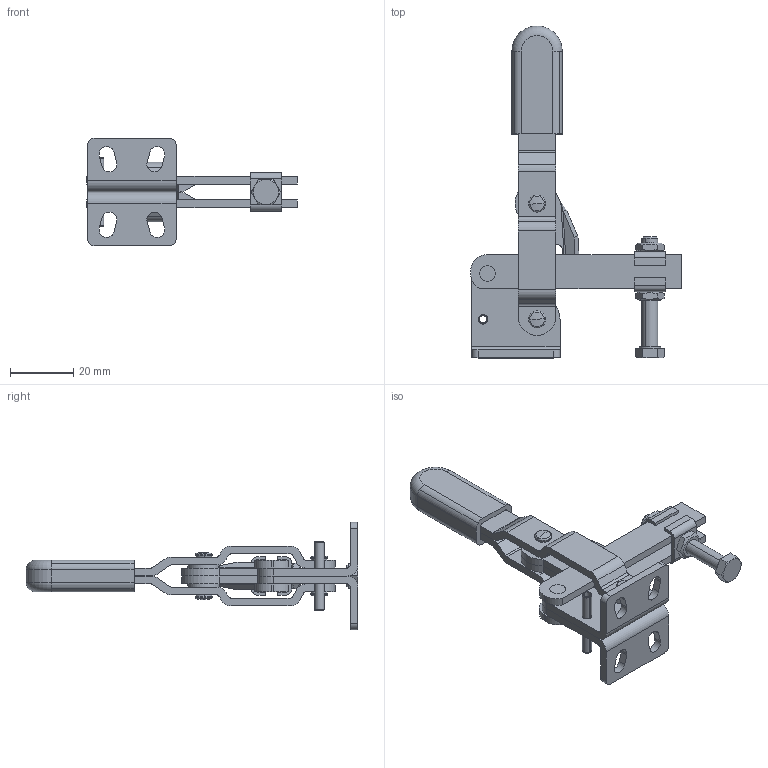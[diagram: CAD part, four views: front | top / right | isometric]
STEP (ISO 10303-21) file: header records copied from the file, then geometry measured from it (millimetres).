
FILE_DESCRIPTION((''),'2;1');
FILE_NAME('MG83UB.stp','2009-11-06T11:13:57',('David'),(''),'Autodesk Inventor 8','Autodesk Inventor 8','');
FILE_SCHEMA(('AUTOMOTIVE_DESIGN { 1 0 10303 214 1 1 1 1 }'));
Length unit declared in the file: millimetre
Products named in the file (7): MG83UB; MG83 SIDEPLATE B ASSEMBLY; MG83 HANDLE ASSEMBLY; MG83 U-BAR ASSEMBLY; MG83 LINK ASSEMBLY; MG83 SLIDER ASSEMBLY; ISO 4017 -  M5 x 35
Assembly tree (6 placements, depth 2):
  MG83UB
    MG83 SIDEPLATE B ASSEMBLY
    MG83 HANDLE ASSEMBLY
    MG83 U-BAR ASSEMBLY
    MG83 LINK ASSEMBLY
    MG83 SLIDER ASSEMBLY
    ISO 4017 -  M5 x 35
Bounding box: 66.88 x 105.29 x 34.01 mm (x, y, z)
Volume: 20889.7 mm3; surface area: 18972.7 mm2
Topology: 7 solids, 7 shells, 490 faces, 1298 edges, 838 vertices
Faces by surface type: plane 219, cylinder 121, bspline 88, cone 40, torus 18, sphere 4
Entity records: 16666 total; most frequent: CARTESIAN_POINT 4327, ORIENTED_EDGE 2580, DIRECTION 2566, EDGE_CURVE 1290, AXIS2_PLACEMENT_3D 909, VERTEX_POINT 838, VECTOR 748, LINE 748
